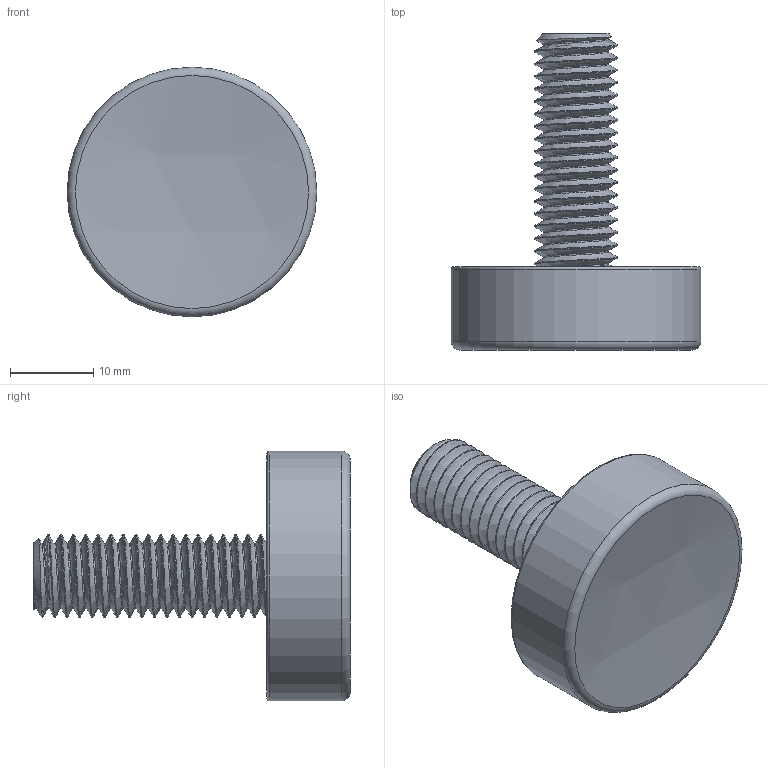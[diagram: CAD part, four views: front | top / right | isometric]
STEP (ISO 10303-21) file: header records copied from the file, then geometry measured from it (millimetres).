
FILE_DESCRIPTION(/* description */ (''),/* implementation_level */ '2;1');
FILE_NAME(/* name */ '7030-10x28I.stp',/* time_stamp */ '2022-02-14T08:30:48+01:00',/* author */ ('Martin'),/* organization */ (''),/* preprocessor_version */ 'ST-DEVELOPER v18.1',/* originating_system */ 'Autodesk Inventor 2021',/* authorisation */ '');
FILE_SCHEMA (('AUTOMOTIVE_DESIGN { 1 0 10303 214 3 1 1 }'));
Length unit declared in the file: millimetre
Products named in the file (3): 10567; G4000 - D40; 200 - 25I3535-BF
Assembly tree (2 placements, depth 2):
  10567
    G4000 - D40
    200 - 25I3535-BF
Bounding box: 30 x 38 x 30 mm (x, y, z)
Volume: 8315.2 mm3; surface area: 5650.8 mm2
Topology: 2 solids, 2 shells, 41 faces, 99 edges, 65 vertices
Faces by surface type: cylinder 25, plane 8, bspline 3, torus 2, cone 2, sphere 1
Full cylindrical faces by diameter (mm): 10 x7, 14 x1, 22 x2, 30 x1
Entity records: 5388 total; most frequent: CARTESIAN_POINT 4401, ORIENTED_EDGE 198, DIRECTION 157, EDGE_CURVE 99, VERTEX_POINT 65, AXIS2_PLACEMENT_3D 64, B_SPLINE_CURVE_WITH_KNOTS 49, EDGE_LOOP 44
